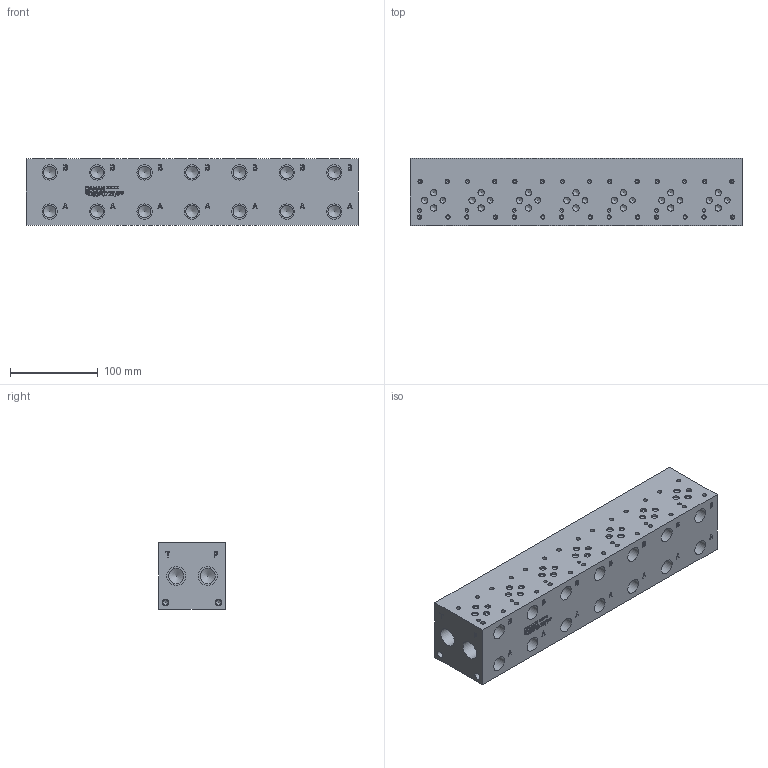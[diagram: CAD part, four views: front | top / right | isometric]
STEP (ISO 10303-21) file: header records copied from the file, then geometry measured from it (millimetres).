
FILE_DESCRIPTION(/* description */ (''),/* implementation_level */ '2;1');
FILE_NAME(/* name */ '_D03P062T_P_.stp',/* time_stamp */ '2021-07-26T15:26:07-04:00',/* author */ ('anthonyv'),/* organization */ (''),/* preprocessor_version */ 'ST-DEVELOPER v18.1',/* originating_system */ 'Autodesk Inventor 2021',/* authorisation */ '');
FILE_SCHEMA (('AUTOMOTIVE_DESIGN { 1 0 10303 214 3 1 1 }'));
Length unit declared in the file: millimetre
Products named in the file (1): _D03P062T_P_
Bounding box: 377.82 x 76.2 x 76.2 mm (x, y, z)
Volume: 2091641.3 mm3; surface area: 157046.4 mm2
Topology: 1 solids, 1 shells, 939 faces, 2586 edges, 1769 vertices
Faces by surface type: plane 519, bspline 200, cylinder 135, cone 85
Full cylindrical faces by diameter (mm): 3.785 x28, 3.962 x7, 4.826 x28, 6.35 x7, 6.528 x4, 7.137 x21, 7.925 x4, 14.3 x14, 17.297 x14, 17.475 x4, 21.59 x4
Entity records: 31341 total; most frequent: CARTESIAN_POINT 7810, ORIENTED_EDGE 5002, DIRECTION 4071, EDGE_CURVE 2501, VERTEX_POINT 1769, LINE 1611, VECTOR 1611, AXIS2_PLACEMENT_3D 1230
